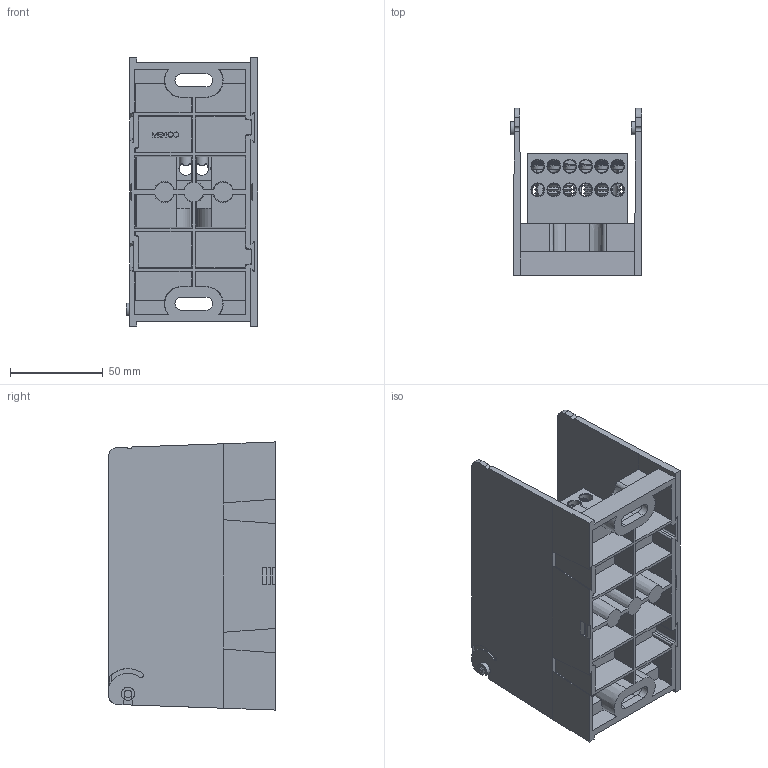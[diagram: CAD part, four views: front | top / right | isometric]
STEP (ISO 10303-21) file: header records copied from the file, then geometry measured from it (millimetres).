
FILE_DESCRIPTION (( 'STEP AP214' ), '1' );
FILE_NAME ('702035rev-1P.STEP', '2014-04-03T18:23:32', ( '' ), ( '' ), 'SwSTEP 2.0', 'SolidWorks 2013', '' );
FILE_SCHEMA (( 'AUTOMOTIVE_DESIGN' ));
Length unit declared in the file: inch
Products named in the file (1): 702035rev-1P
Bounding box: 71.25 x 90.17 x 144.78 mm (x, y, z)
Surface area: 117288.1 mm2 (no closed solid volume)
Topology: 0 solids, 33 shells, 447 faces, 1751 edges, 1285 vertices
Faces by surface type: plane 228, cone 119, cylinder 100
Full cylindrical faces by diameter (mm): 4.064 x1, 6.909 x25, 7.009 x8, 7.112 x1, 7.925 x6, 12.7 x2, 19.05 x2, 22.225 x2
Entity records: 26357 total; most frequent: CARTESIAN_POINT 7942, ORIENTED_EDGE 2402, DIRECTION 2254, EDGE_CURVE 1547, VERTEX_POINT 1213, LINE 818, VECTOR 818, AXIS2_PLACEMENT_3D 718
